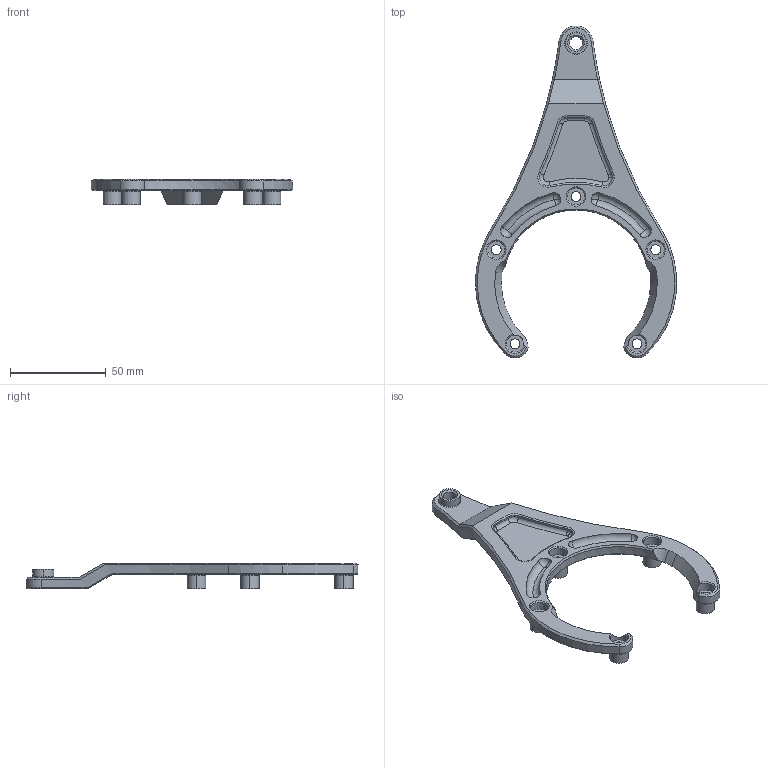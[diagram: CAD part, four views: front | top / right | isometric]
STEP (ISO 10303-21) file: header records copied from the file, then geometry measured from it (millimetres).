
FILE_DESCRIPTION (( 'STEP AP214' ), '1' );
FILE_NAME ('Support Andreani reservoir.STEP', '2018-04-03T20:51:35', ( '' ), ( '' ), 'SwSTEP 2.0', 'SolidWorks 2017', '' );
FILE_SCHEMA (( 'AUTOMOTIVE_DESIGN' ));
Length unit declared in the file: millimetre
Products named in the file (1): Support Andreani reservoir
Bounding box: 105 x 173.21 x 13.5 mm (x, y, z)
Volume: 32407.3 mm3; surface area: 18533.6 mm2
Topology: 1 solids, 1 shells, 168 faces, 406 edges, 248 vertices
Faces by surface type: cone 58, cylinder 54, torus 24, plane 20, sphere 6, bspline 6
Entity records: 5143 total; most frequent: CARTESIAN_POINT 1121, DIRECTION 907, ORIENTED_EDGE 796, AXIS2_PLACEMENT_3D 400, EDGE_CURVE 398, VERTEX_POINT 244, CIRCLE 237, EDGE_LOOP 192
